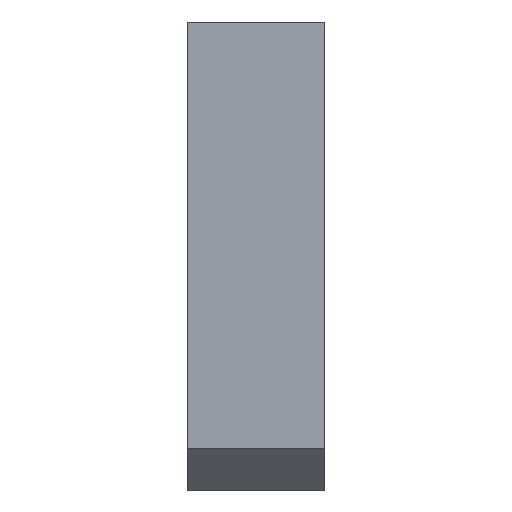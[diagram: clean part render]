
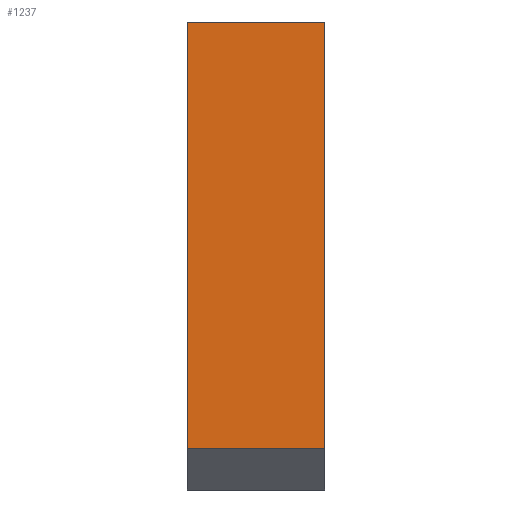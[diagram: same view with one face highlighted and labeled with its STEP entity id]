
A CAD part, left-side view. The second image highlights one B-rep face of the part: STEP entity #1237.
In plain terms, the highlighted planar face has unit normal (-1, 0, 0).
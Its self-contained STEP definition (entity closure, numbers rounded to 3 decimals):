
#205=FACE_OUTER_BOUND('',#276,.T.);
#276=EDGE_LOOP('',(#1099,#1100,#1101,#1102));
#282=LINE('',#1807,#390);
#286=LINE('',#1816,#394);
#385=LINE('',#2157,#493);
#386=LINE('',#2159,#494);
#390=VECTOR('',#1411,10.);
#394=VECTOR('',#1419,10.);
#493=VECTOR('',#1792,10.);
#494=VECTOR('',#1795,10.);
#495=VERTEX_POINT('',#1800);
#498=VERTEX_POINT('',#1805);
#501=VERTEX_POINT('',#1815);
#606=VERTEX_POINT('',#2155);
#610=EDGE_CURVE('',#498,#495,#282,.T.);
#614=EDGE_CURVE('',#495,#501,#286,.T.);
#785=EDGE_CURVE('',#606,#501,#385,.T.);
#786=EDGE_CURVE('',#498,#606,#386,.T.);
#1099=ORIENTED_EDGE('',*,*,#610,.F.);
#1100=ORIENTED_EDGE('',*,*,#786,.T.);
#1101=ORIENTED_EDGE('',*,*,#785,.T.);
#1102=ORIENTED_EDGE('',*,*,#614,.F.);
#1167=PLANE('',#1402);
#1237=ADVANCED_FACE('',(#205),#1167,.T.);
#1402=AXIS2_PLACEMENT_3D('',#2158,#1793,#1794);
#1411=DIRECTION('',(0.,1.,0.));
#1419=DIRECTION('',(0.,0.,1.));
#1792=DIRECTION('',(0.,1.,0.));
#1793=DIRECTION('center_axis',(-1.,0.,0.));
#1794=DIRECTION('ref_axis',(0.,0.,1.));
#1795=DIRECTION('',(0.,0.,1.));
#1800=CARTESIAN_POINT('',(-6.,5.,-4.5));
#1805=CARTESIAN_POINT('',(-6.,0.,-4.5));
#1807=CARTESIAN_POINT('',(-6.,0.,-4.5));
#1815=CARTESIAN_POINT('',(-6.,5.,11.));
#1816=CARTESIAN_POINT('',(-6.,5.,-6.));
#2155=CARTESIAN_POINT('',(-6.,0.,11.));
#2157=CARTESIAN_POINT('',(-6.,0.,11.));
#2158=CARTESIAN_POINT('Origin',(-6.,0.,-6.));
#2159=CARTESIAN_POINT('',(-6.,0.,-6.));
